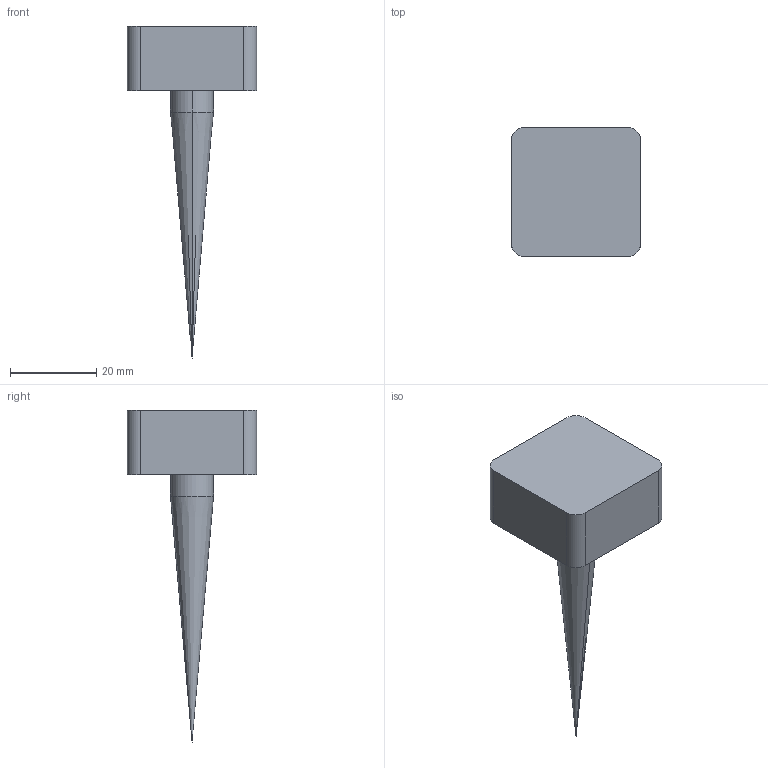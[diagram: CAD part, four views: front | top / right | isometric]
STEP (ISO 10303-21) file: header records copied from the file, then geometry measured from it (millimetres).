
FILE_DESCRIPTION(('STEP AP214'),'1');
FILE_NAME('.stp','2017-11-24T09:13:38',(' '),(' '),'Spatial InterOp 3D',' ',' ');
FILE_SCHEMA(('AUTOMOTIVE_DESIGN { 1 0 10303 214 1 1 1 1 }'));
Length unit declared in the file: metre
Products named in the file (1): ____1
Bounding box: 30 x 30 x 77.15 mm (x, y, z)
Volume: 15273 mm3; surface area: 4487 mm2
Topology: 1 solids, 1 shells, 14 faces, 34 edges, 21 vertices
Faces by surface type: cylinder 6, plane 6, cone 2
Entity records: 536 total; most frequent: DIRECTION 74, CARTESIAN_POINT 68, ORIENTED_EDGE 64, EDGE_CURVE 32, AXIS2_PLACEMENT_3D 27, VERTEX_POINT 21, LINE 20, VECTOR 20
